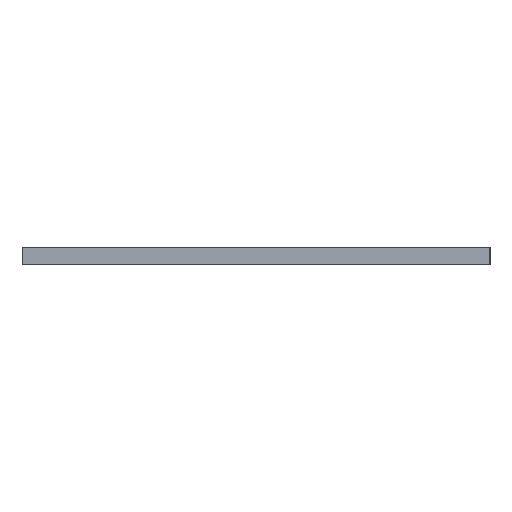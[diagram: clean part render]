
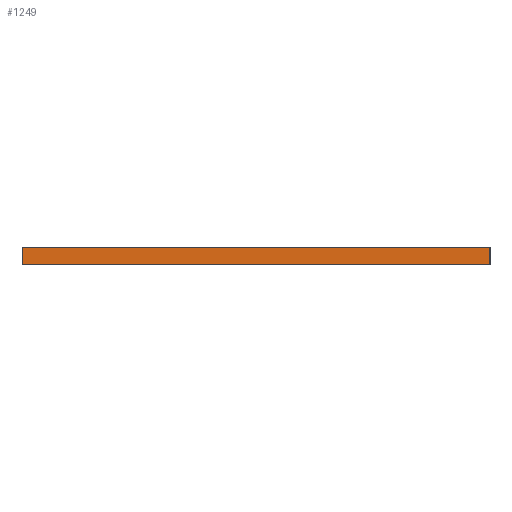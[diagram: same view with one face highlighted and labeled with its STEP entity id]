
A CAD part, left-side view. The second image highlights one B-rep face of the part: STEP entity #1249.
In plain terms, the highlighted planar face has unit normal (-1, 0, 0).
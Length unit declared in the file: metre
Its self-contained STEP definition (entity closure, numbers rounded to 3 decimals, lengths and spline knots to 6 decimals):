
#28=LINE('',#2097,#56);
#34=LINE('',#2110,#62);
#35=LINE('',#2112,#63);
#38=LINE('',#2118,#66);
#56=VECTOR('',#1780,1.);
#62=VECTOR('',#1788,1.);
#63=VECTOR('',#1791,1.);
#66=VECTOR('',#1796,1.);
#75=PLANE('',#1431);
#334=ORIENTED_EDGE('',*,*,#478,.T.);
#335=ORIENTED_EDGE('',*,*,#474,.T.);
#336=ORIENTED_EDGE('',*,*,#468,.F.);
#337=ORIENTED_EDGE('',*,*,#475,.F.);
#468=EDGE_CURVE('',#594,#595,#28,.T.);
#474=EDGE_CURVE('',#599,#595,#34,.T.);
#475=EDGE_CURVE('',#600,#594,#35,.T.);
#478=EDGE_CURVE('',#600,#599,#38,.T.);
#594=VERTEX_POINT('',#2098);
#595=VERTEX_POINT('',#2099);
#599=VERTEX_POINT('',#2108);
#600=VERTEX_POINT('',#2113);
#919=EDGE_LOOP('',(#334,#335,#336,#337));
#1133=FACE_BOUND('',#919,.T.);
#1249=ADVANCED_FACE('',(#1133),#75,.T.);
#1431=AXIS2_PLACEMENT_3D('',#2117,#1794,#1795);
#1780=DIRECTION('',(0.,0.,1.));
#1788=DIRECTION('',(0.,1.,0.));
#1791=DIRECTION('',(0.,1.,0.));
#1794=DIRECTION('',(-1.,0.,0.));
#1795=DIRECTION('',(0.,1.,0.));
#1796=DIRECTION('',(0.,0.,1.));
#2097=CARTESIAN_POINT('',(0.131,-0.0276,0.));
#2098=CARTESIAN_POINT('',(0.131,-0.0276,0.));
#2099=CARTESIAN_POINT('',(0.131,-0.0276,0.00151));
#2108=CARTESIAN_POINT('',(0.131,-0.0688,0.00151));
#2110=CARTESIAN_POINT('',(0.131,-0.0688,0.00151));
#2112=CARTESIAN_POINT('',(0.131,-0.0688,0.));
#2113=CARTESIAN_POINT('',(0.131,-0.0688,0.));
#2117=CARTESIAN_POINT('',(0.131,-0.0688,0.));
#2118=CARTESIAN_POINT('',(0.131,-0.0688,0.));
